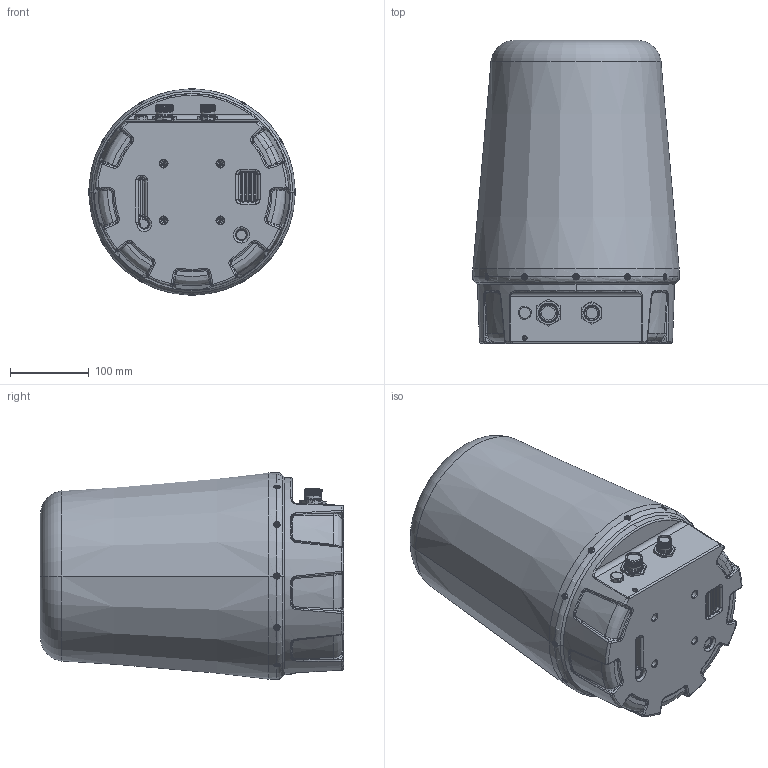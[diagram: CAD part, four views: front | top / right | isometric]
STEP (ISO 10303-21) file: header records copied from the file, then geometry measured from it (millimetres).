
FILE_DESCRIPTION (( 'STEP AP214' ), '1' );
FILE_NAME ('RAD1030 - Vaquita Demo Assembly 2-1-A.STEP', '2022-03-16T10:56:18', ( '' ), ( '' ), 'SwSTEP 2.0', 'SolidWorks 2021', '' );
FILE_SCHEMA (( 'AUTOMOTIVE_DESIGN' ));
Length unit declared in the file: millimetre
Products named in the file (4): MCE0079 - Vaquita Radome 2-3-A; RAD1030 - Vaquita Demo Assembly 2-1-A; SCR0174 - M4 x 8 TapTite A4 SS Torx; MCE0083 - Vaquita Base and Connectors 1-0-A
Assembly tree (14 placements, depth 2):
  RAD1030 - Vaquita Demo Assembly 2-1-A
    MCE0079 - Vaquita Radome 2-3-A
    MCE0083 - Vaquita Base and Connectors 1-0-A
    SCR0174 - M4 x 8 TapTite A4 SS Torx  x12
Bounding box: 262 x 384.5 x 262 mm (x, y, z)
Volume: 6044159.7 mm3; surface area: 698566.3 mm2
Topology: 14 solids, 15 shells, 1528 faces, 3882 edges, 2393 vertices
Faces by surface type: cylinder 558, bspline 431, plane 346, cone 177, torus 16
Entity records: 83249 total; most frequent: CARTESIAN_POINT 49888, ORIENTED_EDGE 5548, DIRECTION 3254, EDGE_CURVE 2774, VERTEX_POINT 1689, B_SPLINE_CURVE_WITH_KNOTS 1379, AXIS2_PLACEMENT_3D 1308, EDGE_LOOP 1207
